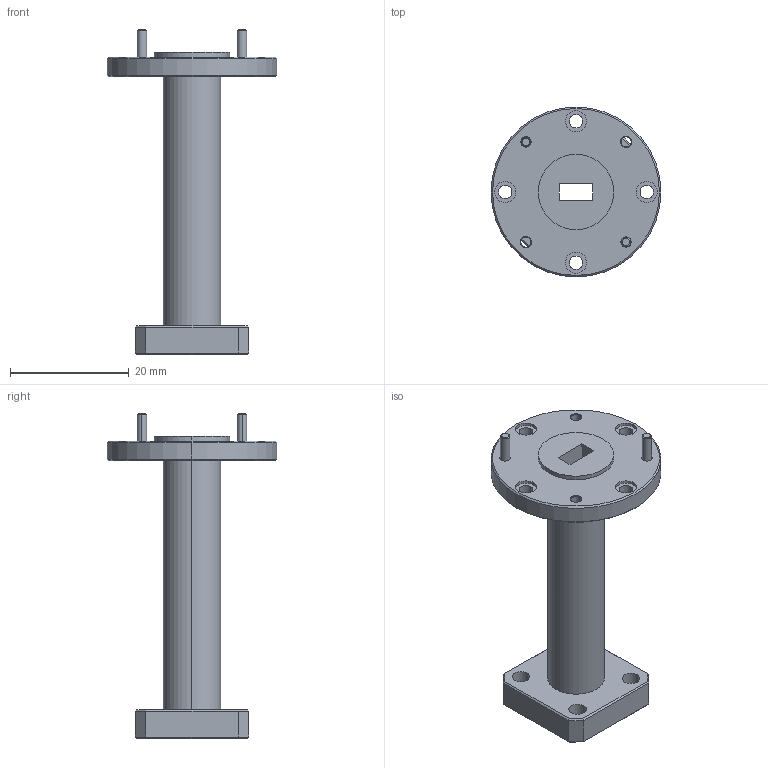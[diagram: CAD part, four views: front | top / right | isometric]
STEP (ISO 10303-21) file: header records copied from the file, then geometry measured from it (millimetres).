
FILE_DESCRIPTION (( 'STEP AP203' ), '1' );
FILE_NAME ('SWT-2822-LB, CTRLD.STEP', '2017-06-22T22:52:03', ( '' ), ( '' ), 'SwSTEP 2.0', 'SolidWorks 2013', '' );
FILE_SCHEMA (( 'CONFIG_CONTROL_DESIGN' ));
Length unit declared in the file: inch
Products named in the file (1): SWT-2822-LB, CTRLD
Bounding box: 28.57 x 28.57 x 54.67 mm (x, y, z)
Volume: 5753.7 mm3; surface area: 5008.4 mm2
Topology: 3 solids, 3 shells, 103 faces, 240 edges, 150 vertices
Faces by surface type: cylinder 42, plane 41, cone 20
Entity records: 3071 total; most frequent: DIRECTION 558, CARTESIAN_POINT 494, ORIENTED_EDGE 480, EDGE_CURVE 240, AXIS2_PLACEMENT_3D 214, VERTEX_POINT 150, EDGE_LOOP 136, VECTOR 130
